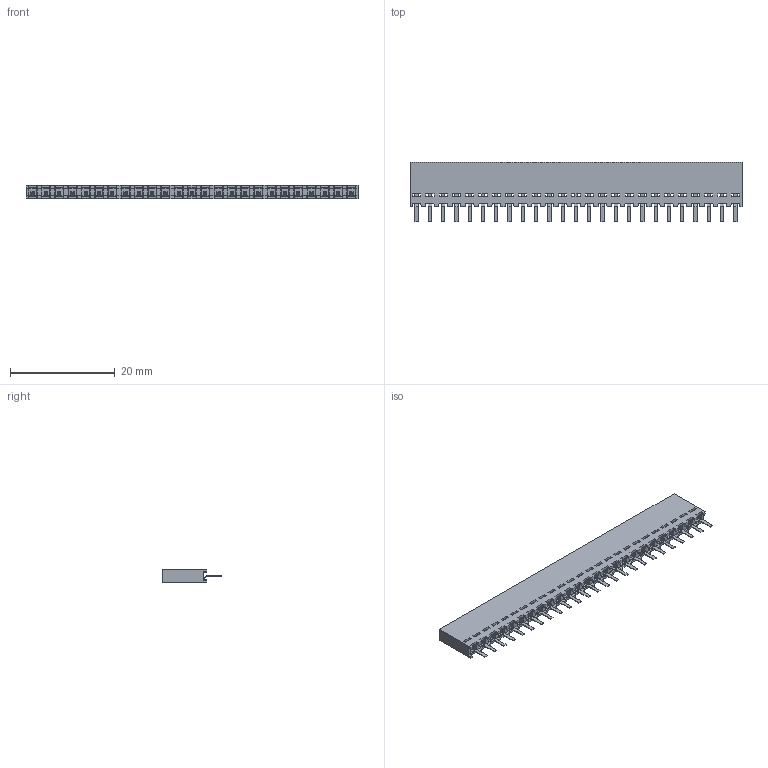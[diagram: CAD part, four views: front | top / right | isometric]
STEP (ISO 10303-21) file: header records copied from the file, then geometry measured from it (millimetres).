
FILE_DESCRIPTION((''),'2;1');
FILE_NAME('901471125','2014-04-10T',('me'),(''),'PRO/ENGINEER BY PARAMETRIC TECHNOLOGY CORPORATION, 2011490','PRO/ENGINEER BY PARAMETRIC TECHNOLOGY CORPORATION, 2011490','');
FILE_SCHEMA(('CONFIG_CONTROL_DESIGN'));
Length unit declared in the file: millimetre
Products named in the file (1): 901471125
Bounding box: 63.5 x 11.4 x 2.54 mm (x, y, z)
Volume: 1095.4 mm3; surface area: 2053.1 mm2
Topology: 1 solids, 1 shells, 1153 faces, 3487 edges, 2274 vertices
Faces by surface type: plane 1153
Entity records: 38337 total; most frequent: ORIENTED_EDGE 6874, CARTESIAN_POINT 6865, DIRECTION 5845, VECTOR 3437, LINE 3437, EDGE_CURVE 3437, VERTEX_POINT 2224, EDGE_LOOP 1241
